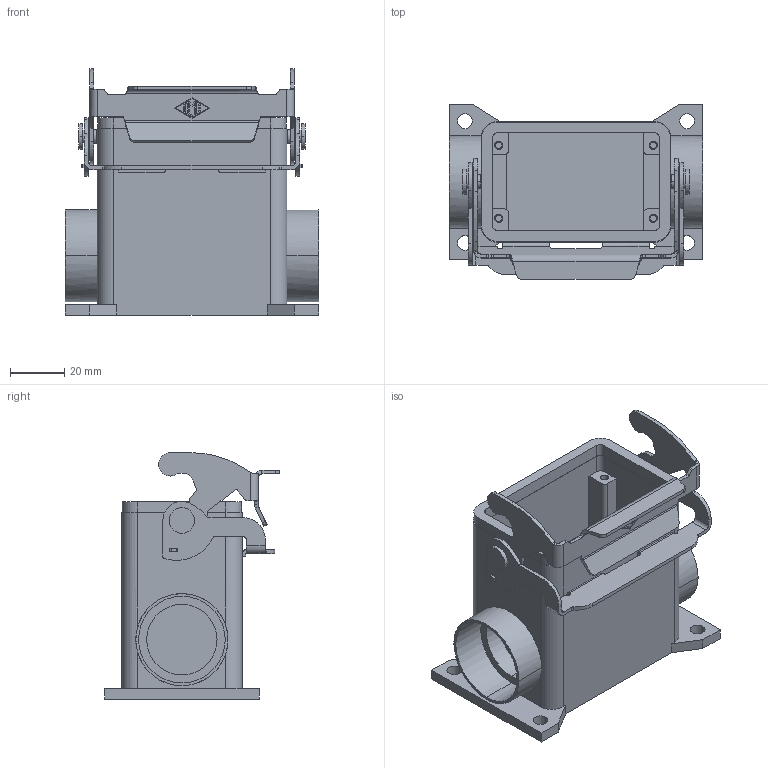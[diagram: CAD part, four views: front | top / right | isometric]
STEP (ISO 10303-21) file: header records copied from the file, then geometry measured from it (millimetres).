
FILE_DESCRIPTION(('Creo Elements/Direct Modeling STEP Export'),'2;1');
FILE_NAME('0ln7tug4dn57lkv3184','2017-11-14T10:30:45',(''),(''),'PTC Creo Elements/Direct Modeling STEP processor for AP214 (Solid Model)','PTC Creo Elements/Direct Modeling 19.0E 27-Jun-2016 (C) Parametric Technology GmbH','');
FILE_SCHEMA(('AUTOMOTIVE_DESIGN { 1 0 10303 214 1 1 1 1 }'));
Length unit declared in the file: millimetre
Products named in the file (1): RVAP_10_L32
Bounding box: 93.5 x 64.48 x 91 mm (x, y, z)
Volume: 92418.2 mm3; surface area: 54515.7 mm2
Topology: 1 solids, 1 shells, 383 faces, 1043 edges, 692 vertices
Faces by surface type: plane 201, cylinder 170, bspline 12
Entity records: 15162 total; most frequent: CARTESIAN_POINT 5402, ORIENTED_EDGE 2086, DIRECTION 1971, EDGE_CURVE 1043, VERTEX_POINT 692, VECTOR 667, LINE 667, AXIS2_PLACEMENT_3D 652
